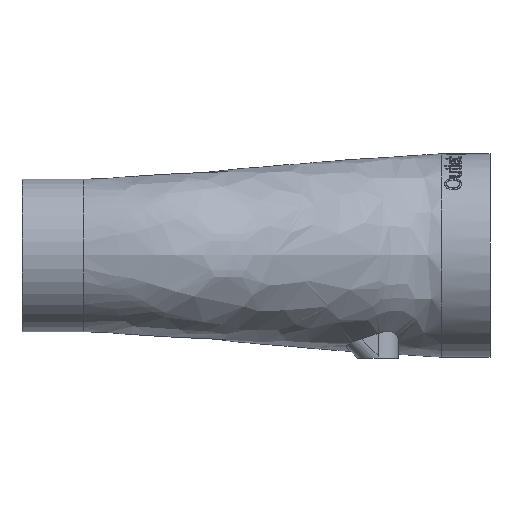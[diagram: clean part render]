
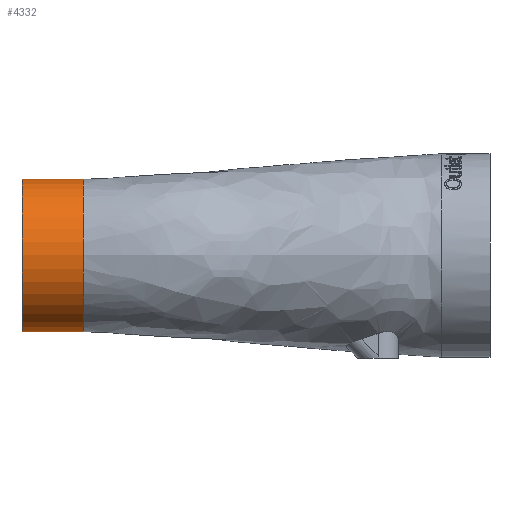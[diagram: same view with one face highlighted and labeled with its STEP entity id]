
A CAD part, front view. The second image highlights one B-rep face of the part: STEP entity #4332.
In plain terms, the highlighted cylindrical face has radius 37.5 mm (diameter 75 mm), a full revolution.
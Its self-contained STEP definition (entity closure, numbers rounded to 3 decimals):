
#468=FACE_OUTER_BOUND('',#726,.T.);
#726=EDGE_LOOP('',(#3968,#3969,#3970,#3971,#3972));
#1284=LINE('',#12345,#1579);
#1579=VECTOR('',#5292,37.5);
#1659=CIRCLE('',#4562,37.5);
#1660=CIRCLE('',#4563,37.5);
#1662=CIRCLE('',#4569,37.5);
#2079=VERTEX_POINT('',#12219);
#2080=VERTEX_POINT('',#12281);
#2084=VERTEX_POINT('',#12343);
#2708=EDGE_CURVE('',#2079,#2080,#1659,.T.);
#2709=EDGE_CURVE('',#2080,#2079,#1660,.T.);
#2717=EDGE_CURVE('',#2084,#2084,#1662,.T.);
#2718=EDGE_CURVE('',#2084,#2080,#1284,.T.);
#3968=ORIENTED_EDGE('',*,*,#2717,.T.);
#3969=ORIENTED_EDGE('',*,*,#2718,.T.);
#3970=ORIENTED_EDGE('',*,*,#2708,.F.);
#3971=ORIENTED_EDGE('',*,*,#2709,.F.);
#3972=ORIENTED_EDGE('',*,*,#2718,.F.);
#4034=CYLINDRICAL_SURFACE('',#4568,37.5);
#4332=ADVANCED_FACE('',(#468),#4034,.T.);
#4562=AXIS2_PLACEMENT_3D('',#12282,#5275,#5276);
#4563=AXIS2_PLACEMENT_3D('',#12283,#5277,#5278);
#4568=AXIS2_PLACEMENT_3D('',#12342,#5288,#5289);
#4569=AXIS2_PLACEMENT_3D('',#12344,#5290,#5291);
#5275=DIRECTION('center_axis',(1.,0.,0.));
#5276=DIRECTION('ref_axis',(0.,1.,0.));
#5277=DIRECTION('center_axis',(1.,0.,0.));
#5278=DIRECTION('ref_axis',(0.,1.,0.));
#5288=DIRECTION('center_axis',(1.,0.,0.));
#5289=DIRECTION('ref_axis',(0.,0.,1.));
#5290=DIRECTION('center_axis',(1.,0.,0.));
#5291=DIRECTION('ref_axis',(0.,0.,1.));
#5292=DIRECTION('',(1.,0.,0.));
#12219=CARTESIAN_POINT('',(0.,-132.5,0.));
#12281=CARTESIAN_POINT('',(0.,-95.,-37.5));
#12282=CARTESIAN_POINT('Origin',(0.,-95.,0.));
#12283=CARTESIAN_POINT('Origin',(0.,-95.,0.));
#12342=CARTESIAN_POINT('Origin',(0.,-95.,0.));
#12343=CARTESIAN_POINT('',(-30.,-95.,-37.5));
#12344=CARTESIAN_POINT('Origin',(-30.,-95.,0.));
#12345=CARTESIAN_POINT('',(0.,-95.,-37.5));
